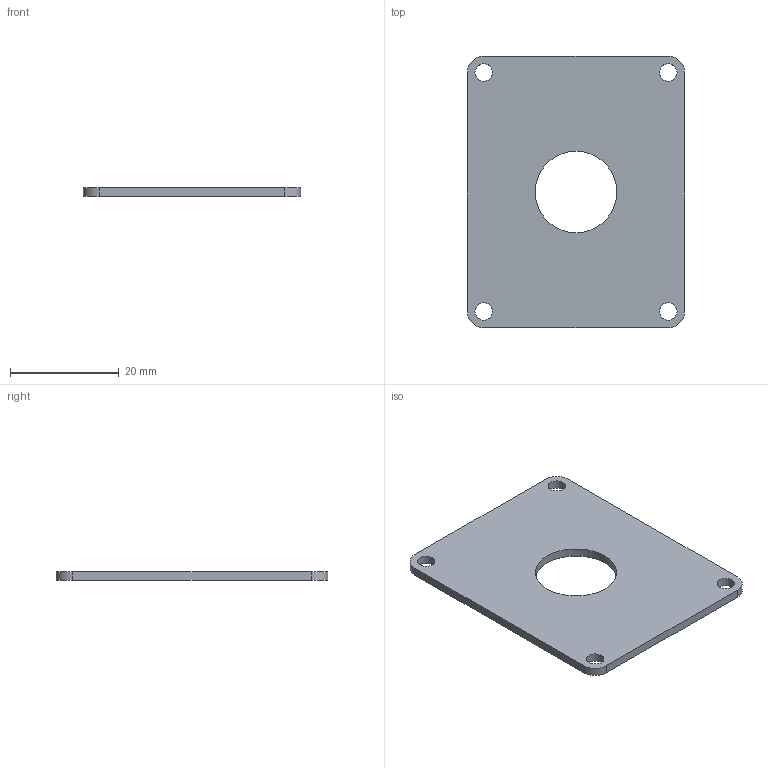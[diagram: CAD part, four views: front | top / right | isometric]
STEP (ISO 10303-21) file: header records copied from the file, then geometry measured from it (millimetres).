
FILE_DESCRIPTION(('KiCad electronic assembly'),'2;1');
FILE_NAME('WS2811_3W.step','2021-08-03T17:38:27',('Pcbnew'),('Kicad'), 'Open CASCADE STEP processor 7.5','KiCad to STEP converter','Unknown' );
FILE_SCHEMA(('AUTOMOTIVE_DESIGN { 1 0 10303 214 1 1 1 1 }'));
Length unit declared in the file: millimetre
Products named in the file (8): WS2811_3W 1; C_0603_1608Metric; D_SOD-123F; R_1206_3216Metric; R_0603_1608Metric; SOT-223; SOIC-8_3.9x4.9mm_P1.27mm; COMPOUND
Assembly tree (35 placements, depth 2):
  WS2811_3W 1
    C_0603_1608Metric  x21
    D_SOD-123F  x3
    R_1206_3216Metric  x3
    R_0603_1608Metric  x3
    SOT-223
    SOIC-8_3.9x4.9mm_P1.27mm  x3
    COMPOUND
Bounding box: 40 x 50 x 1.6 mm (x, y, z)
Volume: 2853.4 mm3; surface area: 3986.3 mm2
Topology: 1 solids, 1 shells, 15 faces, 39 edges, 26 vertices
Faces by surface type: cylinder 9, plane 6
Full cylindrical faces by diameter (mm): 3.2 x4, 15 x1
Entity records: 1377 total; most frequent: DIRECTION 237, CARTESIAN_POINT 194, LINE 81, VECTOR 81, ORIENTED_EDGE 78, PCURVE 78, DEFINITIONAL_REPRESENTATION 78, AXIS2_PLACEMENT_3D 69
